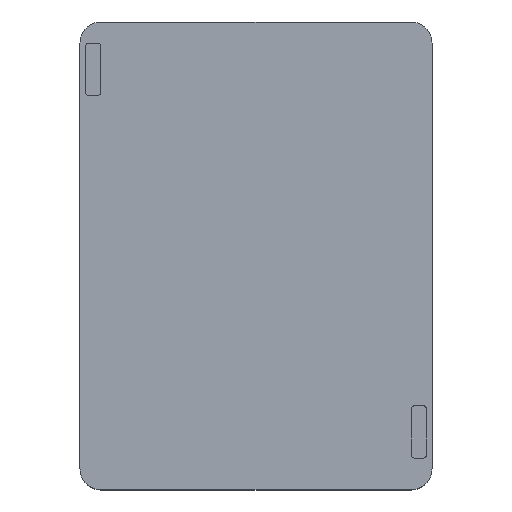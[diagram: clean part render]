
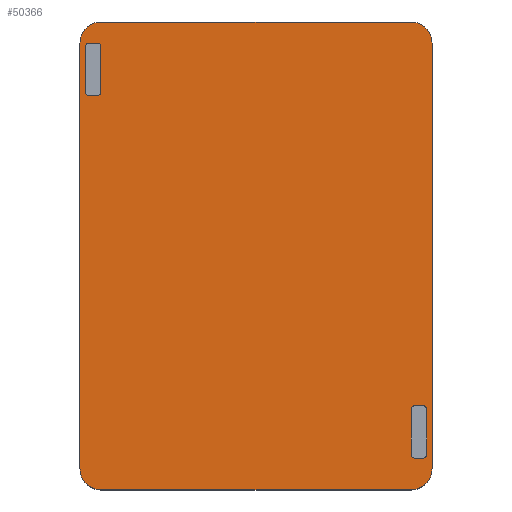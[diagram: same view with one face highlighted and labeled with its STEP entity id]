
A CAD part, top view. The second image highlights one B-rep face of the part: STEP entity #50366.
In plain terms, the highlighted planar face has unit normal (0, 0, 1).
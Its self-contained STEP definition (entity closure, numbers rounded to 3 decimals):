
#3006=FACE_BOUND('',#8804,.T.);
#3007=FACE_BOUND('',#8805,.T.);
#3234=CIRCLE('',#54527,2.);
#3255=CIRCLE('',#54551,2.);
#3256=CIRCLE('',#54553,2.);
#3257=CIRCLE('',#54556,2.);
#3258=CIRCLE('',#54559,0.38);
#3259=CIRCLE('',#54562,0.38);
#3260=CIRCLE('',#54565,0.38);
#3261=CIRCLE('',#54568,0.38);
#3262=CIRCLE('',#54571,0.38);
#3263=CIRCLE('',#54574,0.38);
#3264=CIRCLE('',#54577,0.38);
#3265=CIRCLE('',#54580,0.38);
#5813=FACE_OUTER_BOUND('',#8803,.T.);
#8803=EDGE_LOOP('',(#45310,#45311,#45312,#45313,#45314,#45315,#45316,#45317));
#8804=EDGE_LOOP('',(#45318,#45319,#45320,#45321,#45322,#45323,#45324,#45325));
#8805=EDGE_LOOP('',(#45326,#45327,#45328,#45329,#45330,#45331,#45332,#45333));
#14634=LINE('',#84476,#20564);
#14639=LINE('',#84490,#20569);
#14643=LINE('',#84500,#20573);
#14646=LINE('',#84508,#20576);
#14649=LINE('',#84516,#20579);
#14652=LINE('',#84524,#20582);
#14655=LINE('',#84532,#20585);
#14658=LINE('',#84540,#20588);
#14661=LINE('',#84548,#20591);
#14664=LINE('',#84556,#20594);
#14666=LINE('',#84561,#20596);
#14667=LINE('',#84563,#20597);
#20564=VECTOR('',#66819,10.);
#20569=VECTOR('',#66834,10.);
#20573=VECTOR('',#66844,10.);
#20576=VECTOR('',#66853,10.);
#20579=VECTOR('',#66862,10.);
#20582=VECTOR('',#66871,10.);
#20585=VECTOR('',#66880,10.);
#20588=VECTOR('',#66889,10.);
#20591=VECTOR('',#66898,10.);
#20594=VECTOR('',#66907,10.);
#20596=VECTOR('',#66915,10.);
#20597=VECTOR('',#66918,10.);
#25088=VERTEX_POINT('',#84388);
#25089=VERTEX_POINT('',#84389);
#25130=VERTEX_POINT('',#84475);
#25131=VERTEX_POINT('',#84479);
#25132=VERTEX_POINT('',#84483);
#25133=VERTEX_POINT('',#84484);
#25134=VERTEX_POINT('',#84489);
#25135=VERTEX_POINT('',#84493);
#25136=VERTEX_POINT('',#84497);
#25137=VERTEX_POINT('',#84499);
#25138=VERTEX_POINT('',#84503);
#25139=VERTEX_POINT('',#84507);
#25140=VERTEX_POINT('',#84511);
#25141=VERTEX_POINT('',#84515);
#25142=VERTEX_POINT('',#84519);
#25143=VERTEX_POINT('',#84523);
#25144=VERTEX_POINT('',#84529);
#25145=VERTEX_POINT('',#84531);
#25146=VERTEX_POINT('',#84535);
#25147=VERTEX_POINT('',#84539);
#25148=VERTEX_POINT('',#84543);
#25149=VERTEX_POINT('',#84547);
#25150=VERTEX_POINT('',#84551);
#25151=VERTEX_POINT('',#84555);
#31815=EDGE_CURVE('',#25088,#25089,#3234,.T.);
#31858=EDGE_CURVE('',#25130,#25089,#14634,.T.);
#31860=EDGE_CURVE('',#25130,#25131,#3255,.T.);
#31862=EDGE_CURVE('',#25132,#25133,#3256,.T.);
#31865=EDGE_CURVE('',#25134,#25133,#14639,.T.);
#31867=EDGE_CURVE('',#25134,#25135,#3257,.T.);
#31870=EDGE_CURVE('',#25137,#25136,#14643,.T.);
#31872=EDGE_CURVE('',#25138,#25137,#3258,.T.);
#31874=EDGE_CURVE('',#25139,#25138,#14646,.T.);
#31876=EDGE_CURVE('',#25140,#25139,#3259,.T.);
#31878=EDGE_CURVE('',#25141,#25140,#14649,.T.);
#31880=EDGE_CURVE('',#25142,#25141,#3260,.T.);
#31882=EDGE_CURVE('',#25143,#25142,#14652,.T.);
#31884=EDGE_CURVE('',#25136,#25143,#3261,.T.);
#31886=EDGE_CURVE('',#25145,#25144,#14655,.T.);
#31888=EDGE_CURVE('',#25146,#25145,#3262,.T.);
#31890=EDGE_CURVE('',#25147,#25146,#14658,.T.);
#31892=EDGE_CURVE('',#25148,#25147,#3263,.T.);
#31894=EDGE_CURVE('',#25149,#25148,#14661,.T.);
#31896=EDGE_CURVE('',#25150,#25149,#3264,.T.);
#31898=EDGE_CURVE('',#25151,#25150,#14664,.T.);
#31900=EDGE_CURVE('',#25144,#25151,#3265,.T.);
#31901=EDGE_CURVE('',#25132,#25131,#14666,.T.);
#31902=EDGE_CURVE('',#25088,#25135,#14667,.T.);
#45310=ORIENTED_EDGE('',*,*,#31815,.F.);
#45311=ORIENTED_EDGE('',*,*,#31902,.T.);
#45312=ORIENTED_EDGE('',*,*,#31867,.F.);
#45313=ORIENTED_EDGE('',*,*,#31865,.T.);
#45314=ORIENTED_EDGE('',*,*,#31862,.F.);
#45315=ORIENTED_EDGE('',*,*,#31901,.T.);
#45316=ORIENTED_EDGE('',*,*,#31860,.F.);
#45317=ORIENTED_EDGE('',*,*,#31858,.T.);
#45318=ORIENTED_EDGE('',*,*,#31900,.T.);
#45319=ORIENTED_EDGE('',*,*,#31898,.T.);
#45320=ORIENTED_EDGE('',*,*,#31896,.T.);
#45321=ORIENTED_EDGE('',*,*,#31894,.T.);
#45322=ORIENTED_EDGE('',*,*,#31892,.T.);
#45323=ORIENTED_EDGE('',*,*,#31890,.T.);
#45324=ORIENTED_EDGE('',*,*,#31888,.T.);
#45325=ORIENTED_EDGE('',*,*,#31886,.T.);
#45326=ORIENTED_EDGE('',*,*,#31884,.T.);
#45327=ORIENTED_EDGE('',*,*,#31882,.T.);
#45328=ORIENTED_EDGE('',*,*,#31880,.T.);
#45329=ORIENTED_EDGE('',*,*,#31878,.T.);
#45330=ORIENTED_EDGE('',*,*,#31876,.T.);
#45331=ORIENTED_EDGE('',*,*,#31874,.T.);
#45332=ORIENTED_EDGE('',*,*,#31872,.T.);
#45333=ORIENTED_EDGE('',*,*,#31870,.T.);
#47816=PLANE('',#54583);
#50366=ADVANCED_FACE('',(#5813,#3006,#3007),#47816,.T.);
#54527=AXIS2_PLACEMENT_3D('',#84390,#66751,#66752);
#54551=AXIS2_PLACEMENT_3D('',#84480,#66823,#66824);
#54553=AXIS2_PLACEMENT_3D('',#84485,#66828,#66829);
#54556=AXIS2_PLACEMENT_3D('',#84494,#66838,#66839);
#54559=AXIS2_PLACEMENT_3D('',#84504,#66848,#66849);
#54562=AXIS2_PLACEMENT_3D('',#84512,#66857,#66858);
#54565=AXIS2_PLACEMENT_3D('',#84520,#66866,#66867);
#54568=AXIS2_PLACEMENT_3D('',#84527,#66875,#66876);
#54571=AXIS2_PLACEMENT_3D('',#84536,#66884,#66885);
#54574=AXIS2_PLACEMENT_3D('',#84544,#66893,#66894);
#54577=AXIS2_PLACEMENT_3D('',#84552,#66902,#66903);
#54580=AXIS2_PLACEMENT_3D('',#84559,#66911,#66912);
#54583=AXIS2_PLACEMENT_3D('',#84564,#66919,#66920);
#66751=DIRECTION('center_axis',(0.,0.,-1.));
#66752=DIRECTION('ref_axis',(0.707,-0.707,0.));
#66819=DIRECTION('',(1.,0.,0.));
#66823=DIRECTION('center_axis',(0.,0.,-1.));
#66824=DIRECTION('ref_axis',(-0.707,-0.707,0.));
#66828=DIRECTION('center_axis',(0.,0.,-1.));
#66829=DIRECTION('ref_axis',(-0.707,0.707,0.));
#66834=DIRECTION('',(-1.,0.,0.));
#66838=DIRECTION('center_axis',(0.,0.,-1.));
#66839=DIRECTION('ref_axis',(0.707,0.707,0.));
#66844=DIRECTION('',(1.,0.,0.));
#66848=DIRECTION('center_axis',(0.,0.,-1.));
#66849=DIRECTION('ref_axis',(0.,1.,0.));
#66853=DIRECTION('',(0.,1.,0.));
#66857=DIRECTION('center_axis',(0.,0.,-1.));
#66858=DIRECTION('ref_axis',(-1.,0.,0.));
#66862=DIRECTION('',(-1.,0.,0.));
#66866=DIRECTION('center_axis',(0.,0.,-1.));
#66867=DIRECTION('ref_axis',(0.,-1.,0.));
#66871=DIRECTION('',(0.,-1.,0.));
#66875=DIRECTION('center_axis',(0.,0.,-1.));
#66876=DIRECTION('ref_axis',(1.,0.,0.));
#66880=DIRECTION('',(1.,0.,0.));
#66884=DIRECTION('center_axis',(0.,0.,-1.));
#66885=DIRECTION('ref_axis',(0.,1.,0.));
#66889=DIRECTION('',(0.,1.,0.));
#66893=DIRECTION('center_axis',(0.,0.,-1.));
#66894=DIRECTION('ref_axis',(-1.,0.,0.));
#66898=DIRECTION('',(-1.,0.,0.));
#66902=DIRECTION('center_axis',(0.,0.,-1.));
#66903=DIRECTION('ref_axis',(0.,-1.,0.));
#66907=DIRECTION('',(0.,-1.,0.));
#66911=DIRECTION('center_axis',(0.,0.,-1.));
#66912=DIRECTION('ref_axis',(1.,0.,0.));
#66915=DIRECTION('',(0.,-1.,0.));
#66918=DIRECTION('',(0.,1.,0.));
#66919=DIRECTION('center_axis',(0.,0.,1.));
#66920=DIRECTION('ref_axis',(-1.,0.,0.));
#84388=CARTESIAN_POINT('',(5.,-3.,15.));
#84389=CARTESIAN_POINT('',(3.,-5.,15.));
#84390=CARTESIAN_POINT('Origin',(3.,-3.,15.));
#84475=CARTESIAN_POINT('',(-26.5,-5.,15.));
#84476=CARTESIAN_POINT('',(-28.5,-5.,15.));
#84479=CARTESIAN_POINT('',(-28.5,-3.,15.));
#84480=CARTESIAN_POINT('Origin',(-26.5,-3.,15.));
#84483=CARTESIAN_POINT('',(-28.5,37.5,15.));
#84484=CARTESIAN_POINT('',(-26.5,39.5,15.));
#84485=CARTESIAN_POINT('Origin',(-26.5,37.5,15.));
#84489=CARTESIAN_POINT('',(3.,39.5,15.));
#84490=CARTESIAN_POINT('',(5.,39.5,15.));
#84493=CARTESIAN_POINT('',(5.,37.5,15.));
#84494=CARTESIAN_POINT('Origin',(3.,37.5,15.));
#84497=CARTESIAN_POINT('',(-26.88,37.5,15.));
#84499=CARTESIAN_POINT('',(-27.62,37.5,15.));
#84500=CARTESIAN_POINT('',(-27.62,37.5,15.));
#84503=CARTESIAN_POINT('',(-28.,37.12,15.));
#84504=CARTESIAN_POINT('Origin',(-27.62,37.12,15.));
#84507=CARTESIAN_POINT('',(-28.,32.88,15.));
#84508=CARTESIAN_POINT('',(-28.,32.88,15.));
#84511=CARTESIAN_POINT('',(-27.62,32.5,15.));
#84512=CARTESIAN_POINT('Origin',(-27.62,32.88,15.));
#84515=CARTESIAN_POINT('',(-26.88,32.5,15.));
#84516=CARTESIAN_POINT('',(-26.88,32.5,15.));
#84519=CARTESIAN_POINT('',(-26.5,32.88,15.));
#84520=CARTESIAN_POINT('Origin',(-26.88,32.88,15.));
#84523=CARTESIAN_POINT('',(-26.5,37.12,15.));
#84524=CARTESIAN_POINT('',(-26.5,37.12,15.));
#84527=CARTESIAN_POINT('Origin',(-26.88,37.12,15.));
#84529=CARTESIAN_POINT('',(4.12,3.,15.));
#84531=CARTESIAN_POINT('',(3.38,3.,15.));
#84532=CARTESIAN_POINT('',(3.38,3.,15.));
#84535=CARTESIAN_POINT('',(3.,2.62,15.));
#84536=CARTESIAN_POINT('Origin',(3.38,2.62,15.));
#84539=CARTESIAN_POINT('',(3.,-1.62,15.));
#84540=CARTESIAN_POINT('',(3.,-1.62,15.));
#84543=CARTESIAN_POINT('',(3.38,-2.,15.));
#84544=CARTESIAN_POINT('Origin',(3.38,-1.62,15.));
#84547=CARTESIAN_POINT('',(4.12,-2.,15.));
#84548=CARTESIAN_POINT('',(4.12,-2.,15.));
#84551=CARTESIAN_POINT('',(4.5,-1.62,15.));
#84552=CARTESIAN_POINT('Origin',(4.12,-1.62,15.));
#84555=CARTESIAN_POINT('',(4.5,2.62,15.));
#84556=CARTESIAN_POINT('',(4.5,2.62,15.));
#84559=CARTESIAN_POINT('Origin',(4.12,2.62,15.));
#84561=CARTESIAN_POINT('',(-28.5,39.5,15.));
#84563=CARTESIAN_POINT('',(5.,-5.,15.));
#84564=CARTESIAN_POINT('Origin',(-11.75,17.25,15.));
